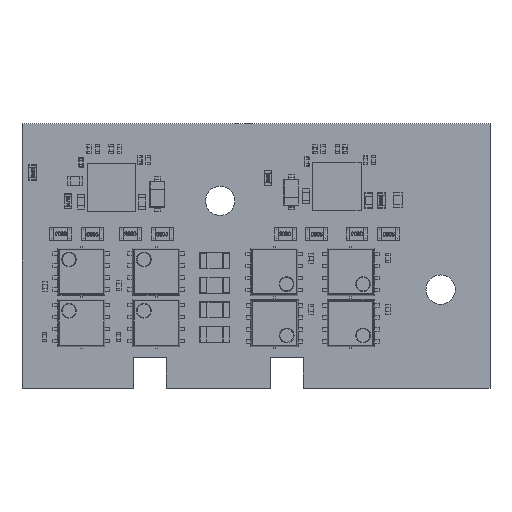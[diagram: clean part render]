
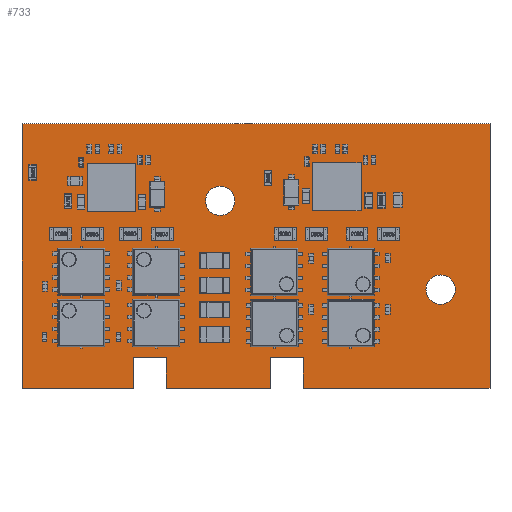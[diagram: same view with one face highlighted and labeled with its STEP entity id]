
A CAD part, top view. The second image highlights one B-rep face of the part: STEP entity #733.
In plain terms, the highlighted planar face has unit normal (0, 0, 1).
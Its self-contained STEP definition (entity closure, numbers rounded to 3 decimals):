
#276 = VERTEX_POINT('',#277);
#277 = CARTESIAN_POINT('',(91.,98.,1.63));
#283 = EDGE_CURVE('',#276,#284,#286,.T.);
#284 = VERTEX_POINT('',#285);
#285 = CARTESIAN_POINT('',(140.5,98.,1.63));
#286 = LINE('',#287,#288);
#287 = CARTESIAN_POINT('',(91.,98.,1.63));
#288 = VECTOR('',#289,1.);
#289 = DIRECTION('',(1.,0.,0.));
#314 = EDGE_CURVE('',#284,#315,#317,.T.);
#315 = VERTEX_POINT('',#316);
#316 = CARTESIAN_POINT('',(140.5,70.,1.63));
#317 = LINE('',#318,#319);
#318 = CARTESIAN_POINT('',(140.5,98.,1.63));
#319 = VECTOR('',#320,1.);
#320 = DIRECTION('',(0.,-1.,0.));
#345 = EDGE_CURVE('',#315,#346,#348,.T.);
#346 = VERTEX_POINT('',#347);
#347 = CARTESIAN_POINT('',(120.75,70.,1.63));
#348 = LINE('',#349,#350);
#349 = CARTESIAN_POINT('',(140.5,70.,1.63));
#350 = VECTOR('',#351,1.);
#351 = DIRECTION('',(-1.,0.,0.));
#376 = EDGE_CURVE('',#346,#377,#379,.T.);
#377 = VERTEX_POINT('',#378);
#378 = CARTESIAN_POINT('',(120.75,73.25,1.63));
#379 = LINE('',#380,#381);
#380 = CARTESIAN_POINT('',(120.75,70.,1.63));
#381 = VECTOR('',#382,1.);
#382 = DIRECTION('',(0.,1.,0.));
#407 = EDGE_CURVE('',#377,#408,#410,.T.);
#408 = VERTEX_POINT('',#409);
#409 = CARTESIAN_POINT('',(117.25,73.25,1.63));
#410 = LINE('',#411,#412);
#411 = CARTESIAN_POINT('',(120.75,73.25,1.63));
#412 = VECTOR('',#413,1.);
#413 = DIRECTION('',(-1.,0.,0.));
#438 = EDGE_CURVE('',#408,#439,#441,.T.);
#439 = VERTEX_POINT('',#440);
#440 = CARTESIAN_POINT('',(117.25,70.,1.63));
#441 = LINE('',#442,#443);
#442 = CARTESIAN_POINT('',(117.25,73.25,1.63));
#443 = VECTOR('',#444,1.);
#444 = DIRECTION('',(0.,-1.,0.));
#469 = EDGE_CURVE('',#439,#470,#472,.T.);
#470 = VERTEX_POINT('',#471);
#471 = CARTESIAN_POINT('',(106.25,70.,1.63));
#472 = LINE('',#473,#474);
#473 = CARTESIAN_POINT('',(117.25,70.,1.63));
#474 = VECTOR('',#475,1.);
#475 = DIRECTION('',(-1.,0.,0.));
#500 = EDGE_CURVE('',#470,#501,#503,.T.);
#501 = VERTEX_POINT('',#502);
#502 = CARTESIAN_POINT('',(106.25,73.25,1.63));
#503 = LINE('',#504,#505);
#504 = CARTESIAN_POINT('',(106.25,70.,1.63));
#505 = VECTOR('',#506,1.);
#506 = DIRECTION('',(0.,1.,0.));
#531 = EDGE_CURVE('',#501,#532,#534,.T.);
#532 = VERTEX_POINT('',#533);
#533 = CARTESIAN_POINT('',(102.75,73.25,1.63));
#534 = LINE('',#535,#536);
#535 = CARTESIAN_POINT('',(106.25,73.25,1.63));
#536 = VECTOR('',#537,1.);
#537 = DIRECTION('',(-1.,0.,0.));
#562 = EDGE_CURVE('',#532,#563,#565,.T.);
#563 = VERTEX_POINT('',#564);
#564 = CARTESIAN_POINT('',(102.75,70.,1.63));
#565 = LINE('',#566,#567);
#566 = CARTESIAN_POINT('',(102.75,73.25,1.63));
#567 = VECTOR('',#568,1.);
#568 = DIRECTION('',(0.,-1.,0.));
#593 = EDGE_CURVE('',#563,#594,#596,.T.);
#594 = VERTEX_POINT('',#595);
#595 = CARTESIAN_POINT('',(91.,70.,1.63));
#596 = LINE('',#597,#598);
#597 = CARTESIAN_POINT('',(102.75,70.,1.63));
#598 = VECTOR('',#599,1.);
#599 = DIRECTION('',(-1.,0.,0.));
#624 = EDGE_CURVE('',#594,#276,#625,.T.);
#625 = LINE('',#626,#627);
#626 = CARTESIAN_POINT('',(91.,70.,1.63));
#627 = VECTOR('',#628,1.);
#628 = DIRECTION('',(0.,1.,0.));
#648 = VERTEX_POINT('',#649);
#649 = CARTESIAN_POINT('',(113.513,89.834,1.63));
#655 = EDGE_CURVE('',#648,#648,#656,.T.);
#656 = CIRCLE('',#657,1.55);
#657 = AXIS2_PLACEMENT_3D('',#658,#659,#660);
#658 = CARTESIAN_POINT('',(111.963,89.834,1.63));
#659 = DIRECTION('',(0.,0.,1.));
#660 = DIRECTION('',(1.,0.,0.));
#681 = VERTEX_POINT('',#682);
#682 = CARTESIAN_POINT('',(136.828,80.443,1.63));
#688 = EDGE_CURVE('',#681,#681,#689,.T.);
#689 = CIRCLE('',#690,1.55);
#690 = AXIS2_PLACEMENT_3D('',#691,#692,#693);
#691 = CARTESIAN_POINT('',(135.278,80.443,1.63));
#692 = DIRECTION('',(0.,0.,1.));
#693 = DIRECTION('',(1.,0.,0.));
#733 = ADVANCED_FACE('',(#734,#748,#751),#754,.T.);
#734 = FACE_BOUND('',#735,.F.);
#735 = EDGE_LOOP('',(#736,#737,#738,#739,#740,#741,#742,#743,#744,#745,
    #746,#747));
#736 = ORIENTED_EDGE('',*,*,#283,.T.);
#737 = ORIENTED_EDGE('',*,*,#314,.T.);
#738 = ORIENTED_EDGE('',*,*,#345,.T.);
#739 = ORIENTED_EDGE('',*,*,#376,.T.);
#740 = ORIENTED_EDGE('',*,*,#407,.T.);
#741 = ORIENTED_EDGE('',*,*,#438,.T.);
#742 = ORIENTED_EDGE('',*,*,#469,.T.);
#743 = ORIENTED_EDGE('',*,*,#500,.T.);
#744 = ORIENTED_EDGE('',*,*,#531,.T.);
#745 = ORIENTED_EDGE('',*,*,#562,.T.);
#746 = ORIENTED_EDGE('',*,*,#593,.T.);
#747 = ORIENTED_EDGE('',*,*,#624,.T.);
#748 = FACE_BOUND('',#749,.T.);
#749 = EDGE_LOOP('',(#750));
#750 = ORIENTED_EDGE('',*,*,#655,.F.);
#751 = FACE_BOUND('',#752,.T.);
#752 = EDGE_LOOP('',(#753));
#753 = ORIENTED_EDGE('',*,*,#688,.F.);
#754 = PLANE('',#755);
#755 = AXIS2_PLACEMENT_3D('',#756,#757,#758);
#756 = CARTESIAN_POINT('',(91.,98.,1.63));
#757 = DIRECTION('',(0.,0.,1.));
#758 = DIRECTION('',(1.,0.,0.));
